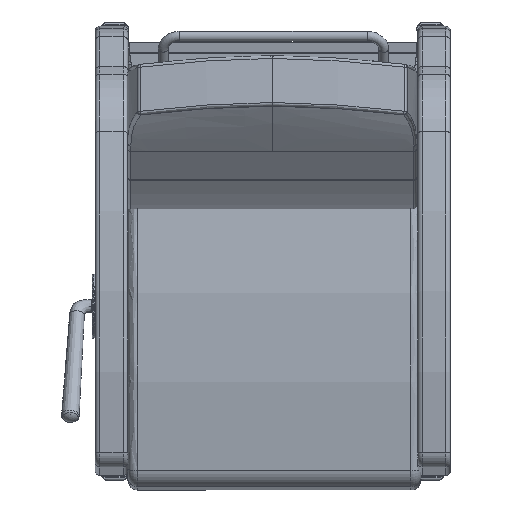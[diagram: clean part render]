
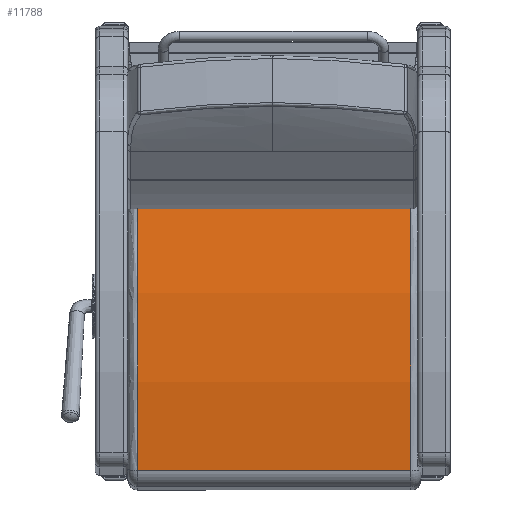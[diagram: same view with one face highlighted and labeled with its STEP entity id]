
A CAD part, front view. The second image highlights one B-rep face of the part: STEP entity #11788.
In plain terms, the highlighted free-form (B-spline) face has degree [1, 2] with [2, 3] control points.
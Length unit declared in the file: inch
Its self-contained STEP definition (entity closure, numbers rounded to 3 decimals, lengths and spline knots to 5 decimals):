
#465=(
BOUNDED_SURFACE()
B_SPLINE_SURFACE(1,2,((#31705,#31706,#31707),(#31708,#31709,#31710)),
 .UNSPECIFIED.,.F.,.F.,.F.)
B_SPLINE_SURFACE_WITH_KNOTS((2,2),(3,3),(-0.17276,0.17276),
(1.36178,1.69928),.UNSPECIFIED.)
GEOMETRIC_REPRESENTATION_ITEM()
RATIONAL_B_SPLINE_SURFACE(((1.,0.986,1.),(1.,0.986,
1.)))
REPRESENTATION_ITEM('')
SURFACE()
);
#882=ELLIPSE('',#12965,60.05357,60.);
#892=ELLIPSE('',#12993,60.05357,60.);
#1471=LINE('',#31703,#2195);
#1472=LINE('',#31712,#2196);
#2195=VECTOR('',#15230,0.3937);
#2196=VECTOR('',#15233,0.3937);
#2984=FACE_OUTER_BOUND('',#3786,.T.);
#3786=EDGE_LOOP('',(#9047,#9048,#9049,#9050));
#5627=VERTEX_POINT('',#31495);
#5628=VERTEX_POINT('',#31496);
#5653=VERTEX_POINT('',#31702);
#5654=VERTEX_POINT('',#31711);
#6863=EDGE_CURVE('',#5627,#5628,#882,.T.);
#6901=EDGE_CURVE('',#5628,#5653,#1471,.T.);
#6903=EDGE_CURVE('',#5627,#5654,#1472,.T.);
#6904=EDGE_CURVE('',#5653,#5654,#892,.T.);
#9047=ORIENTED_EDGE('',*,*,#6863,.F.);
#9048=ORIENTED_EDGE('',*,*,#6903,.T.);
#9049=ORIENTED_EDGE('',*,*,#6904,.F.);
#9050=ORIENTED_EDGE('',*,*,#6901,.F.);
#11788=ADVANCED_FACE('',(#2984),#465,.F.);
#12965=AXIS2_PLACEMENT_3D('',#31497,#15162,#15163);
#12993=AXIS2_PLACEMENT_3D('',#31713,#15234,#15235);
#15162=DIRECTION('center_axis',(0.,0.,-1.));
#15163=DIRECTION('ref_axis',(1.,0.,0.));
#15230=DIRECTION('',(0.,0.,1.));
#15233=DIRECTION('',(0.,0.,1.));
#15234=DIRECTION('center_axis',(0.,0.,1.));
#15235=DIRECTION('ref_axis',(1.,0.,0.));
#31495=CARTESIAN_POINT('',(-10.04459,1.25621,-10.375));
#31496=CARTESIAN_POINT('',(10.1114,0.44486,-10.375));
#31497=CARTESIAN_POINT('Origin',(-2.34979,-58.24922,-10.375));
#31702=CARTESIAN_POINT('',(10.1114,0.44486,10.375));
#31703=CARTESIAN_POINT('',(10.1114,0.44486,0.));
#31705=CARTESIAN_POINT('Ctrl Pts',(10.1114,0.44486,-10.375));
#31706=CARTESIAN_POINT('Ctrl Pts',(0.10258,2.56602,-10.375));
#31707=CARTESIAN_POINT('Ctrl Pts',(-10.04459,1.25621,-10.375));
#31708=CARTESIAN_POINT('Ctrl Pts',(10.1114,0.44486,10.375));
#31709=CARTESIAN_POINT('Ctrl Pts',(0.10258,2.56602,10.375));
#31710=CARTESIAN_POINT('Ctrl Pts',(-10.04459,1.25621,10.375));
#31711=CARTESIAN_POINT('',(-10.04459,1.25621,10.375));
#31712=CARTESIAN_POINT('',(-10.04459,1.25621,0.));
#31713=CARTESIAN_POINT('Origin',(-2.34979,-58.24922,10.375));
